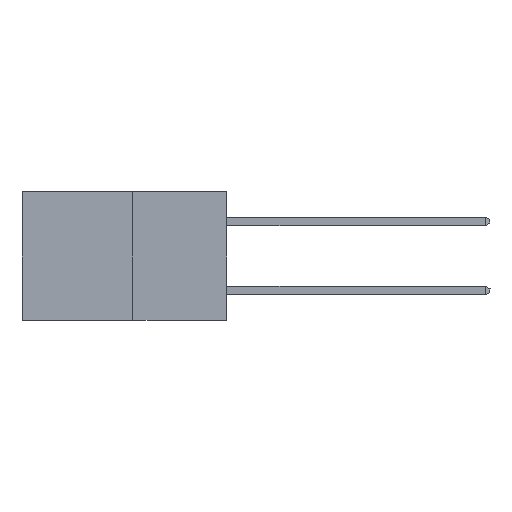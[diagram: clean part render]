
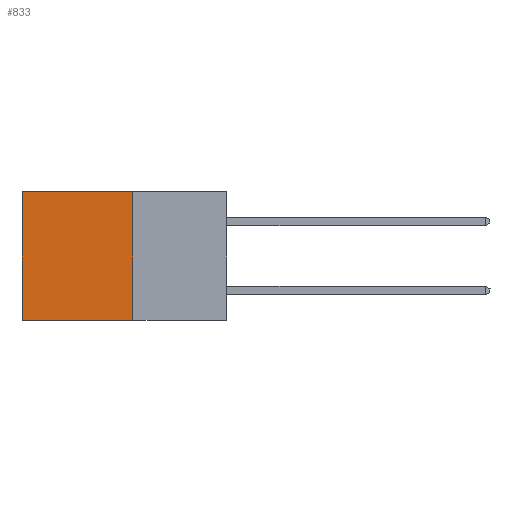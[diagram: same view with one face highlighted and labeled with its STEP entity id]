
A CAD part, left-side view. The second image highlights one B-rep face of the part: STEP entity #833.
In plain terms, the highlighted planar face has unit normal (-1, 0, 0).
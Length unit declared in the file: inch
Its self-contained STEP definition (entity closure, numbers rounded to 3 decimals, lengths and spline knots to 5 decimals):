
#243 = VERTEX_POINT ( 'NONE', #3900 ) ;
#318 = CARTESIAN_POINT ( 'NONE',  ( 0.277, 0.27, -0.37 ) ) ;
#639 = ORIENTED_EDGE ( 'NONE', *, *, #5574, .F. ) ;
#702 = EDGE_CURVE ( 'NONE', #12528, #23528, #12067, .T. ) ;
#833 = ADVANCED_FACE ( 'NONE', ( #3997 ), #9628, .F. ) ;
#1339 = ORIENTED_EDGE ( 'NONE', *, *, #5358, .F. ) ;
#1404 = DIRECTION ( 'NONE',  ( 0., 1., 0. ) ) ;
#1584 = VERTEX_POINT ( 'NONE', #28196 ) ;
#2411 = CARTESIAN_POINT ( 'NONE',  ( 0.277, 0.27, -0.37 ) ) ;
#3291 = ORIENTED_EDGE ( 'NONE', *, *, #12383, .T. ) ;
#3900 = CARTESIAN_POINT ( 'NONE',  ( 0.277, 0.27, -0.37 ) ) ;
#3997 = FACE_OUTER_BOUND ( 'NONE', #21600, .T. ) ;
#4254 = ORIENTED_EDGE ( 'NONE', *, *, #702, .T. ) ;
#5006 = AXIS2_PLACEMENT_3D ( 'NONE', #318, #21601, #7501 ) ;
#5358 = EDGE_CURVE ( 'NONE', #243, #1584, #20764, .T. ) ;
#5574 = EDGE_CURVE ( 'NONE', #12528, #243, #22465, .T. ) ;
#7501 = DIRECTION ( 'NONE',  ( 0., 0., -1. ) ) ;
#9027 = VECTOR ( 'NONE', #1404, 39.37008 ) ;
#9150 = CARTESIAN_POINT ( 'NONE',  ( 0.277, 0.59, 0. ) ) ;
#9628 = PLANE ( 'NONE',  #5006 ) ;
#10055 = VECTOR ( 'NONE', #26798, 39.37008 ) ;
#12027 = DIRECTION ( 'NONE',  ( 0., 0., -1. ) ) ;
#12067 = LINE ( 'NONE', #17355, #17919 ) ;
#12383 = EDGE_CURVE ( 'NONE', #23528, #1584, #27258, .T. ) ;
#12528 = VERTEX_POINT ( 'NONE', #19029 ) ;
#17355 = CARTESIAN_POINT ( 'NONE',  ( 0.277, 0.27, 0. ) ) ;
#17919 = VECTOR ( 'NONE', #19856, 39.37008 ) ;
#19029 = CARTESIAN_POINT ( 'NONE',  ( 0.277, 0.27, 0. ) ) ;
#19856 = DIRECTION ( 'NONE',  ( 0., 1., 0. ) ) ;
#20764 = LINE ( 'NONE', #2411, #9027 ) ;
#21600 = EDGE_LOOP ( 'NONE', ( #3291, #1339, #639, #4254 ) ) ;
#21601 = DIRECTION ( 'NONE',  ( 1., 0., 0. ) ) ;
#22055 = VECTOR ( 'NONE', #12027, 39.37008 ) ;
#22465 = LINE ( 'NONE', #26673, #10055 ) ;
#23528 = VERTEX_POINT ( 'NONE', #9150 ) ;
#26673 = CARTESIAN_POINT ( 'NONE',  ( 0.277, 0.27, -0.37 ) ) ;
#26798 = DIRECTION ( 'NONE',  ( 0., 0., -1. ) ) ;
#27258 = LINE ( 'NONE', #27456, #22055 ) ;
#27456 = CARTESIAN_POINT ( 'NONE',  ( 0.277, 0.59, -0.37 ) ) ;
#28196 = CARTESIAN_POINT ( 'NONE',  ( 0.277, 0.59, -0.37 ) ) ;
